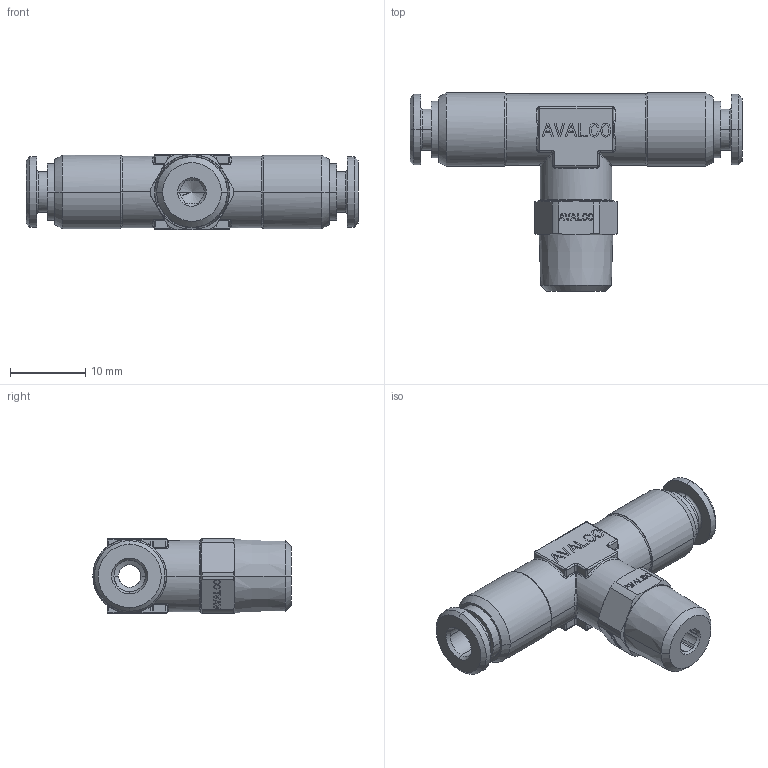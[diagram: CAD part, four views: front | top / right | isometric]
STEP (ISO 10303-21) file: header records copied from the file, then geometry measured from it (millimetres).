
FILE_DESCRIPTION(('CATIA V5 STEP Exchange'),'2;1');
FILE_NAME('PR415B-04R18.stp','2018-04-14T14:29:08+00:00',('none'),('none'),'CATIA Version 5 Release 21 GA (IN-10)','CATIA V5 STEP AP203','none');
FILE_SCHEMA(('CONFIG_CONTROL_DESIGN'));
Length unit declared in the file: millimetre
Products named in the file (1): PR415B-04R18
Bounding box: 44.2 x 26.4 x 10 mm (x, y, z)
Volume: 3597.2 mm3; surface area: 3085.8 mm2
Topology: 1 solids, 1 shells, 856 faces, 2242 edges, 1435 vertices
Faces by surface type: plane 626, cylinder 100, cone 52, torus 36, bspline 22, sphere 20
Entity records: 27168 total; most frequent: CARTESIAN_POINT 7138, ORIENTED_EDGE 4480, DIRECTION 3464, EDGE_CURVE 2240, VECTOR 1779, LINE 1779, VERTEX_POINT 1435, AXIS2_PLACEMENT_3D 961
